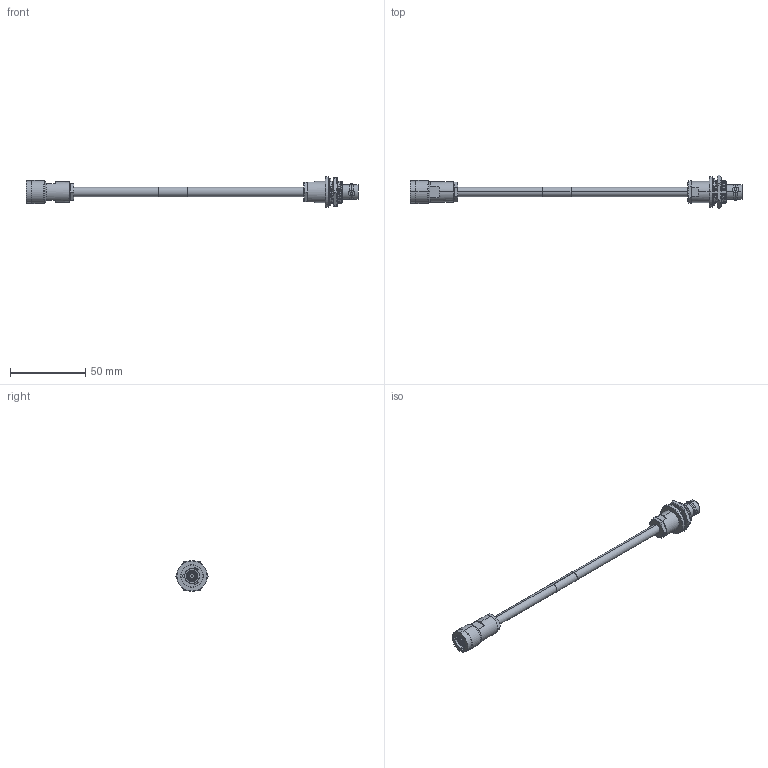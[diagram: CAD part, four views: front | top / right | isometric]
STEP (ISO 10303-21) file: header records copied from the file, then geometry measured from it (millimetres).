
FILE_DESCRIPTION (( 'STEP AP214' ), '1' );
FILE_NAME ('FM3MSA00599_3D.step', '2023-08-16T19:33:32', ( '' ), ( '' ), 'SwSTEP 2.0', 'SolidWorks 2022', '' );
FILE_SCHEMA (( 'AUTOMOTIVE_DESIGN' ));
Length unit declared in the file: inch
Products named in the file (14): 10-06573-MA1; 10-09030-XXX-MA1; 10-09030-XXX-MA2; 10-06573-MA5; 10-06573-MA3; 10-09030-XXX; 10-06573-MA4; 10-06573-XXX; 10-06573-MA2; 1AW01-003_.25" x .75" long; 10-09030-XXX-MA3; FM3MSA00599_3D; 10-06573-MA6; TWCH-78-2
Assembly tree (13 placements, depth 3):
  FM3MSA00599_3D
    TWCH-78-2
    10-09030-XXX
      10-09030-XXX-MA1
      10-09030-XXX-MA2
      10-09030-XXX-MA3
    10-06573-XXX
      10-06573-MA1
      10-06573-MA5
      10-06573-MA2
      10-06573-MA3
      10-06573-MA4
      10-06573-MA6
    1AW01-003_.25" x .75" long
Bounding box: 219.96 x 22 x 20.52 mm (x, y, z)
Volume: 13014.6 mm3; surface area: 12897.8 mm2
Topology: 11 solids, 11 shells, 521 faces, 1321 edges, 847 vertices
Faces by surface type: cylinder 187, plane 174, cone 82, bspline 48, torus 30
Entity records: 30178 total; most frequent: CARTESIAN_POINT 16422, ORIENTED_EDGE 2634, DIRECTION 2419, EDGE_CURVE 1317, AXIS2_PLACEMENT_3D 958, VERTEX_POINT 847, EDGE_LOOP 568, ADVANCED_FACE 521
